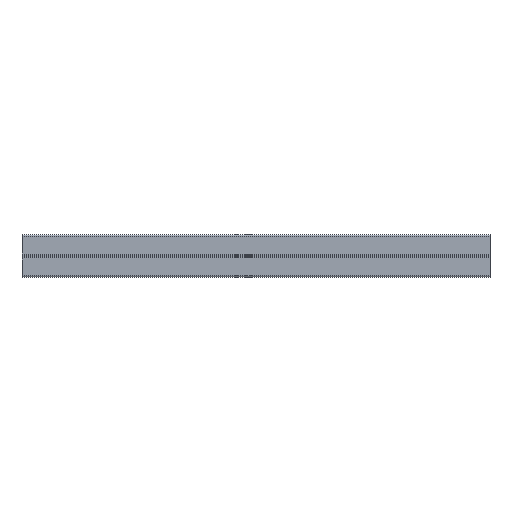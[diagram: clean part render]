
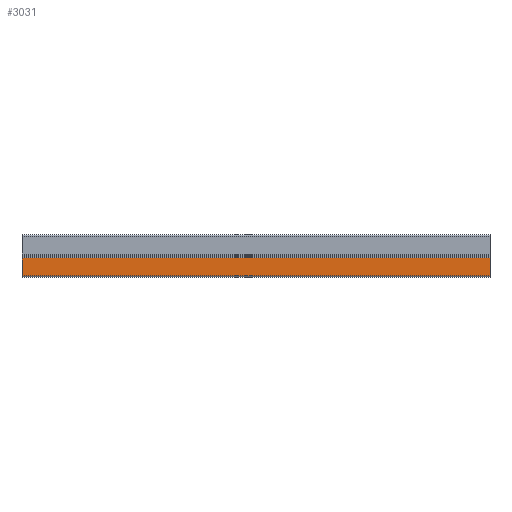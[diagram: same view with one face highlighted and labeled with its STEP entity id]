
A CAD part, top view. The second image highlights one B-rep face of the part: STEP entity #3031.
In plain terms, the highlighted planar face has unit normal (0, 0, 1).
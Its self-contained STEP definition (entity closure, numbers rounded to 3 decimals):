
#30=PLANE('',#3215);
#142=FACE_OUTER_BOUND('',#298,.T.);
#298=EDGE_LOOP('',(#2092,#2093,#2094,#2095));
#475=LINE('',#4405,#835);
#477=LINE('',#4409,#837);
#478=LINE('',#4411,#838);
#479=LINE('',#4412,#839);
#835=VECTOR('',#3524,1000.);
#837=VECTOR('',#3528,1000.);
#838=VECTOR('',#3529,1000.);
#839=VECTOR('',#3530,10.);
#1302=VERTEX_POINT('',#4402);
#1303=VERTEX_POINT('',#4404);
#1304=VERTEX_POINT('',#4408);
#1305=VERTEX_POINT('',#4410);
#1619=EDGE_CURVE('',#1303,#1302,#475,.T.);
#1621=EDGE_CURVE('',#1302,#1304,#477,.T.);
#1622=EDGE_CURVE('',#1305,#1304,#478,.T.);
#1623=EDGE_CURVE('',#1303,#1305,#479,.F.);
#2092=ORIENTED_EDGE('',*,*,#1621,.T.);
#2093=ORIENTED_EDGE('',*,*,#1622,.F.);
#2094=ORIENTED_EDGE('',*,*,#1623,.F.);
#2095=ORIENTED_EDGE('',*,*,#1619,.T.);
#3031=ADVANCED_FACE('',(#142),#30,.F.);
#3215=AXIS2_PLACEMENT_3D('',#4407,#3526,#3527);
#3524=DIRECTION('',(-1.,0.,0.));
#3526=DIRECTION('center_axis',(0.,0.,-1.));
#3527=DIRECTION('ref_axis',(-1.,0.,0.));
#3528=DIRECTION('',(0.,-1.,0.));
#3529=DIRECTION('',(-1.,0.,0.));
#3530=DIRECTION('',(0.,1.,0.));
#4402=CARTESIAN_POINT('',(-40.816,50.748,32.));
#4404=CARTESIAN_POINT('',(959.184,50.748,32.));
#4405=CARTESIAN_POINT('',(59.184,50.748,32.));
#4407=CARTESIAN_POINT('Origin',(59.184,50.748,32.));
#4408=CARTESIAN_POINT('',(-40.816,12.398,32.));
#4409=CARTESIAN_POINT('',(-40.816,50.748,32.));
#4410=CARTESIAN_POINT('',(959.184,12.398,32.));
#4411=CARTESIAN_POINT('',(59.184,12.398,32.));
#4412=CARTESIAN_POINT('',(959.184,52.823,32.));
